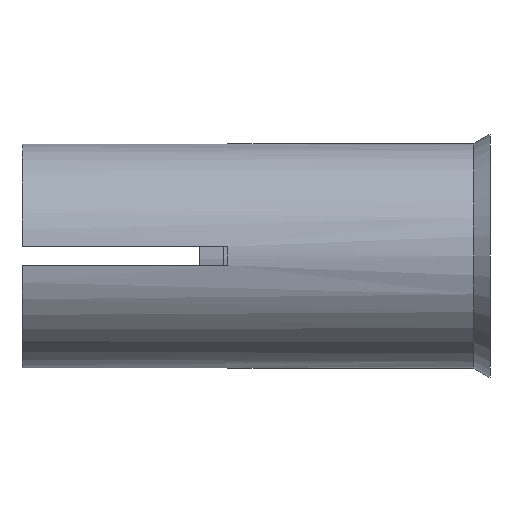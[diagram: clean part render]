
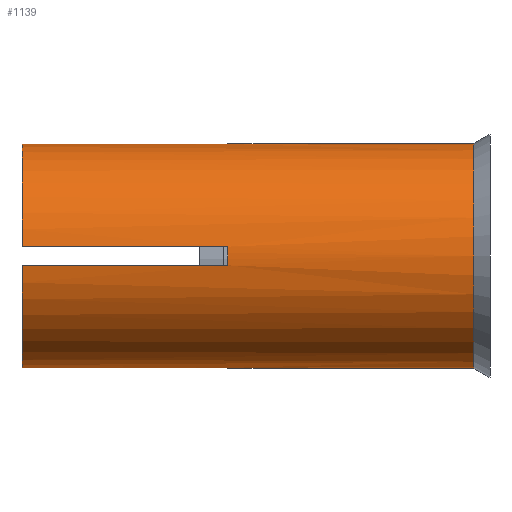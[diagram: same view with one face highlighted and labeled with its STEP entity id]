
A CAD part, front view. The second image highlights one B-rep face of the part: STEP entity #1139.
In plain terms, the highlighted cylindrical face has radius 6 mm (diameter 12 mm), a full revolution.
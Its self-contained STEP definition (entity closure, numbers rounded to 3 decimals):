
#9 = DIRECTION ( 'NONE',  ( -1., 0., 0. ) ) ;
#10 = DIRECTION ( 'NONE',  ( -1., 0., 0. ) ) ;
#15 = CARTESIAN_POINT ( 'NONE',  ( -0.87, 0., 6. ) ) ;
#33 = EDGE_CURVE ( 'NONE', #682, #653, #933, .T. ) ;
#48 = ORIENTED_EDGE ( 'NONE', *, *, #484, .F. ) ;
#51 = VECTOR ( 'NONE', #439, 1000. ) ;
#55 = VECTOR ( 'NONE', #1032, 1000. ) ;
#70 = VECTOR ( 'NONE', #492, 1000. ) ;
#84 = CARTESIAN_POINT ( 'NONE',  ( -14., 5.979, -0.5 ) ) ;
#90 = LINE ( 'NONE', #435, #51 ) ;
#116 = CARTESIAN_POINT ( 'NONE',  ( -14., 0., 0. ) ) ;
#124 = VERTEX_POINT ( 'NONE', #15 ) ;
#144 = VERTEX_POINT ( 'NONE', #499 ) ;
#177 = CARTESIAN_POINT ( 'NONE',  ( -25., 0., 0. ) ) ;
#194 = AXIS2_PLACEMENT_3D ( 'NONE', #1071, #816, #1342 ) ;
#195 = EDGE_CURVE ( 'NONE', #232, #1000, #912, .T. ) ;
#205 = ORIENTED_EDGE ( 'NONE', *, *, #1500, .F. ) ;
#226 = DIRECTION ( 'NONE',  ( -1., 0., 0. ) ) ;
#232 = VERTEX_POINT ( 'NONE', #280 ) ;
#235 = LINE ( 'NONE', #1497, #1546 ) ;
#237 = DIRECTION ( 'NONE',  ( -1., 0., 0. ) ) ;
#241 = DIRECTION ( 'NONE',  ( -1., 0., 0. ) ) ;
#258 = VERTEX_POINT ( 'NONE', #1351 ) ;
#268 = CARTESIAN_POINT ( 'NONE',  ( -25., 0., 0. ) ) ;
#280 = CARTESIAN_POINT ( 'NONE',  ( -14., -0.5, 5.979 ) ) ;
#303 = VERTEX_POINT ( 'NONE', #830 ) ;
#310 = DIRECTION ( 'NONE',  ( 0., 0., 1. ) ) ;
#312 = DIRECTION ( 'NONE',  ( -1., 0., 0. ) ) ;
#323 = ORIENTED_EDGE ( 'NONE', *, *, #33, .F. ) ;
#342 = CARTESIAN_POINT ( 'NONE',  ( -80.9, 0., 0. ) ) ;
#347 = DIRECTION ( 'NONE',  ( 0., 0., 1. ) ) ;
#352 = EDGE_CURVE ( 'NONE', #144, #421, #235, .T. ) ;
#355 = AXIS2_PLACEMENT_3D ( 'NONE', #116, #241, #604 ) ;
#357 = DIRECTION ( 'NONE',  ( -1., 0., 0. ) ) ;
#366 = ORIENTED_EDGE ( 'NONE', *, *, #1265, .F. ) ;
#374 = LINE ( 'NONE', #1523, #752 ) ;
#375 = VECTOR ( 'NONE', #1117, 1000. ) ;
#379 = CIRCLE ( 'NONE', #590, 6. ) ;
#397 = CARTESIAN_POINT ( 'NONE',  ( -25., 5.979, 0.5 ) ) ;
#421 = VERTEX_POINT ( 'NONE', #397 ) ;
#435 = CARTESIAN_POINT ( 'NONE',  ( -14., -5.979, -0.5 ) ) ;
#439 = DIRECTION ( 'NONE',  ( -1., 0., 0. ) ) ;
#453 = DIRECTION ( 'NONE',  ( 0., 0., 1. ) ) ;
#484 = EDGE_CURVE ( 'NONE', #1510, #303, #798, .T. ) ;
#489 = EDGE_CURVE ( 'NONE', #144, #870, #1067, .T. ) ;
#492 = DIRECTION ( 'NONE',  ( -1., 0., 0. ) ) ;
#495 = VERTEX_POINT ( 'NONE', #1472 ) ;
#499 = CARTESIAN_POINT ( 'NONE',  ( -14., 5.979, 0.5 ) ) ;
#525 = EDGE_LOOP ( 'NONE', ( #1639, #884, #366, #738, #811, #1175, #205, #323, #1216, #1584, #1048, #945, #48, #1395, #539, #673 ) ) ;
#529 = AXIS2_PLACEMENT_3D ( 'NONE', #268, #10, #1530 ) ;
#539 = ORIENTED_EDGE ( 'NONE', *, *, #1194, .F. ) ;
#551 = DIRECTION ( 'NONE',  ( 0., 0., 1. ) ) ;
#566 = FACE_OUTER_BOUND ( 'NONE', #602, .T. ) ;
#582 = CARTESIAN_POINT ( 'NONE',  ( -14., 0., 0. ) ) ;
#590 = AXIS2_PLACEMENT_3D ( 'NONE', #177, #1328, #310 ) ;
#594 = CYLINDRICAL_SURFACE ( 'NONE', #1435, 6. ) ;
#602 = EDGE_LOOP ( 'NONE', ( #1495 ) ) ;
#604 = DIRECTION ( 'NONE',  ( 0., 0., 1. ) ) ;
#616 = VERTEX_POINT ( 'NONE', #709 ) ;
#638 = CARTESIAN_POINT ( 'NONE',  ( -14., -0.5, 5.979 ) ) ;
#653 = VERTEX_POINT ( 'NONE', #968 ) ;
#673 = ORIENTED_EDGE ( 'NONE', *, *, #943, .F. ) ;
#682 = VERTEX_POINT ( 'NONE', #1039 ) ;
#709 = CARTESIAN_POINT ( 'NONE',  ( -25., -5.979, -0.5 ) ) ;
#738 = ORIENTED_EDGE ( 'NONE', *, *, #961, .F. ) ;
#752 = VECTOR ( 'NONE', #1020, 1000. ) ;
#754 = DIRECTION ( 'NONE',  ( 0., 0., 1. ) ) ;
#759 = CARTESIAN_POINT ( 'NONE',  ( -14., 0.5, -5.979 ) ) ;
#766 = EDGE_CURVE ( 'NONE', #124, #124, #987, .T. ) ;
#780 = VECTOR ( 'NONE', #312, 1000. ) ;
#786 = VERTEX_POINT ( 'NONE', #1183 ) ;
#798 = CIRCLE ( 'NONE', #194, 6. ) ;
#811 = ORIENTED_EDGE ( 'NONE', *, *, #1456, .F. ) ;
#816 = DIRECTION ( 'NONE',  ( -1., 0., 0. ) ) ;
#828 = AXIS2_PLACEMENT_3D ( 'NONE', #1144, #9, #1167 ) ;
#830 = CARTESIAN_POINT ( 'NONE',  ( -14., -0.5, -5.979 ) ) ;
#870 = VERTEX_POINT ( 'NONE', #84 ) ;
#884 = ORIENTED_EDGE ( 'NONE', *, *, #352, .T. ) ;
#899 = CARTESIAN_POINT ( 'NONE',  ( -14., 0.5, -5.979 ) ) ;
#912 = LINE ( 'NONE', #638, #1356 ) ;
#918 = VERTEX_POINT ( 'NONE', #1142 ) ;
#931 = CARTESIAN_POINT ( 'NONE',  ( -14., 0., 0. ) ) ;
#933 = LINE ( 'NONE', #1457, #780 ) ;
#937 = CIRCLE ( 'NONE', #1327, 6. ) ;
#943 = EDGE_CURVE ( 'NONE', #870, #1453, #1151, .T. ) ;
#945 = ORIENTED_EDGE ( 'NONE', *, *, #1525, .F. ) ;
#961 = EDGE_CURVE ( 'NONE', #786, #495, #1275, .T. ) ;
#963 = CARTESIAN_POINT ( 'NONE',  ( -25., 0.5, -5.979 ) ) ;
#968 = CARTESIAN_POINT ( 'NONE',  ( -25., -5.979, 0.5 ) ) ;
#978 = DIRECTION ( 'NONE',  ( -1., 0., 0. ) ) ;
#987 = CIRCLE ( 'NONE', #828, 6. ) ;
#1000 = VERTEX_POINT ( 'NONE', #1575 ) ;
#1020 = DIRECTION ( 'NONE',  ( -1., 0., 0. ) ) ;
#1026 = CARTESIAN_POINT ( 'NONE',  ( -25., 0., 0. ) ) ;
#1032 = DIRECTION ( 'NONE',  ( -1., 0., 0. ) ) ;
#1035 = DIRECTION ( 'NONE',  ( -1., 0., 0. ) ) ;
#1039 = CARTESIAN_POINT ( 'NONE',  ( -14., -5.979, 0.5 ) ) ;
#1048 = ORIENTED_EDGE ( 'NONE', *, *, #1344, .F. ) ;
#1067 = CIRCLE ( 'NONE', #1563, 6. ) ;
#1071 = CARTESIAN_POINT ( 'NONE',  ( -14., 0., 0. ) ) ;
#1086 = EDGE_CURVE ( 'NONE', #258, #616, #90, .T. ) ;
#1102 = VERTEX_POINT ( 'NONE', #963 ) ;
#1107 = DIRECTION ( 'NONE',  ( -1., 0., 0. ) ) ;
#1117 = DIRECTION ( 'NONE',  ( -1., 0., 0. ) ) ;
#1128 = CIRCLE ( 'NONE', #355, 6. ) ;
#1139 = ADVANCED_FACE ( 'NONE', ( #1481, #566 ), #594, .T. ) ;
#1142 = CARTESIAN_POINT ( 'NONE',  ( -25., -0.5, -5.979 ) ) ;
#1144 = CARTESIAN_POINT ( 'NONE',  ( -0.87, 0., 0. ) ) ;
#1151 = LINE ( 'NONE', #1386, #70 ) ;
#1167 = DIRECTION ( 'NONE',  ( 0., 0., 1. ) ) ;
#1175 = ORIENTED_EDGE ( 'NONE', *, *, #195, .T. ) ;
#1183 = CARTESIAN_POINT ( 'NONE',  ( -14., 0.5, 5.979 ) ) ;
#1194 = EDGE_CURVE ( 'NONE', #1453, #1102, #937, .T. ) ;
#1216 = ORIENTED_EDGE ( 'NONE', *, *, #1629, .F. ) ;
#1224 = CARTESIAN_POINT ( 'NONE',  ( -25., 5.979, -0.5 ) ) ;
#1265 = EDGE_CURVE ( 'NONE', #495, #421, #1538, .T. ) ;
#1269 = CIRCLE ( 'NONE', #529, 6. ) ;
#1271 = AXIS2_PLACEMENT_3D ( 'NONE', #582, #237, #453 ) ;
#1275 = LINE ( 'NONE', #1527, #375 ) ;
#1278 = LINE ( 'NONE', #899, #55 ) ;
#1327 = AXIS2_PLACEMENT_3D ( 'NONE', #1026, #226, #1644 ) ;
#1328 = DIRECTION ( 'NONE',  ( -1., 0., 0. ) ) ;
#1329 = CIRCLE ( 'NONE', #1271, 6. ) ;
#1342 = DIRECTION ( 'NONE',  ( 0., 0., 1. ) ) ;
#1344 = EDGE_CURVE ( 'NONE', #918, #616, #379, .T. ) ;
#1351 = CARTESIAN_POINT ( 'NONE',  ( -14., -5.979, -0.5 ) ) ;
#1356 = VECTOR ( 'NONE', #1035, 1000. ) ;
#1386 = CARTESIAN_POINT ( 'NONE',  ( -14., 5.979, -0.5 ) ) ;
#1395 = ORIENTED_EDGE ( 'NONE', *, *, #1551, .T. ) ;
#1403 = CARTESIAN_POINT ( 'NONE',  ( -25., 0., 0. ) ) ;
#1435 = AXIS2_PLACEMENT_3D ( 'NONE', #342, #1107, #347 ) ;
#1453 = VERTEX_POINT ( 'NONE', #1224 ) ;
#1454 = DIRECTION ( 'NONE',  ( -1., 0., 0. ) ) ;
#1456 = EDGE_CURVE ( 'NONE', #232, #786, #1128, .T. ) ;
#1457 = CARTESIAN_POINT ( 'NONE',  ( -14., -5.979, 0.5 ) ) ;
#1472 = CARTESIAN_POINT ( 'NONE',  ( -25., 0.5, 5.979 ) ) ;
#1481 = FACE_OUTER_BOUND ( 'NONE', #525, .T. ) ;
#1495 = ORIENTED_EDGE ( 'NONE', *, *, #766, .T. ) ;
#1497 = CARTESIAN_POINT ( 'NONE',  ( -14., 5.979, 0.5 ) ) ;
#1500 = EDGE_CURVE ( 'NONE', #653, #1000, #1269, .T. ) ;
#1510 = VERTEX_POINT ( 'NONE', #759 ) ;
#1523 = CARTESIAN_POINT ( 'NONE',  ( -14., -0.5, -5.979 ) ) ;
#1525 = EDGE_CURVE ( 'NONE', #303, #918, #374, .T. ) ;
#1527 = CARTESIAN_POINT ( 'NONE',  ( -14., 0.5, 5.979 ) ) ;
#1530 = DIRECTION ( 'NONE',  ( 0., 0., 1. ) ) ;
#1538 = CIRCLE ( 'NONE', #1568, 6. ) ;
#1546 = VECTOR ( 'NONE', #978, 1000. ) ;
#1551 = EDGE_CURVE ( 'NONE', #1510, #1102, #1278, .T. ) ;
#1563 = AXIS2_PLACEMENT_3D ( 'NONE', #931, #1454, #551 ) ;
#1568 = AXIS2_PLACEMENT_3D ( 'NONE', #1403, #357, #754 ) ;
#1575 = CARTESIAN_POINT ( 'NONE',  ( -25., -0.5, 5.979 ) ) ;
#1584 = ORIENTED_EDGE ( 'NONE', *, *, #1086, .T. ) ;
#1629 = EDGE_CURVE ( 'NONE', #258, #682, #1329, .T. ) ;
#1639 = ORIENTED_EDGE ( 'NONE', *, *, #489, .F. ) ;
#1644 = DIRECTION ( 'NONE',  ( 0., 0., 1. ) ) ;
